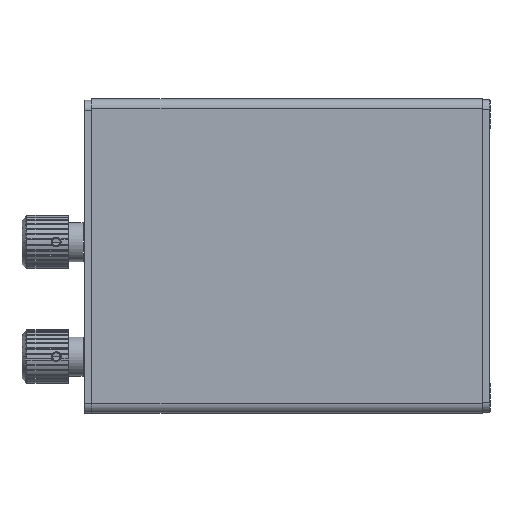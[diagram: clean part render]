
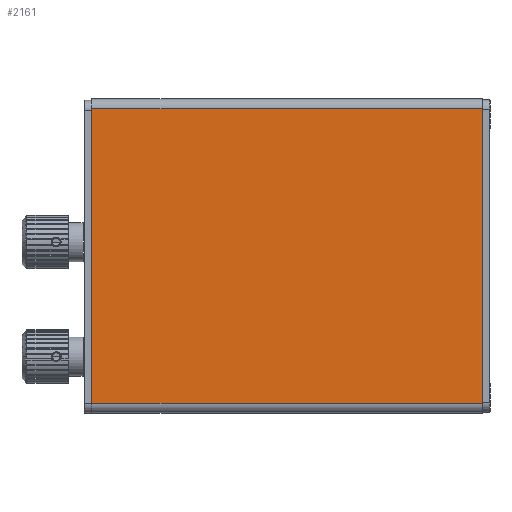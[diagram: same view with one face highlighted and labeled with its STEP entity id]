
A CAD part, left-side view. The second image highlights one B-rep face of the part: STEP entity #2161.
In plain terms, the highlighted planar face has unit normal (-1, 0, 0).
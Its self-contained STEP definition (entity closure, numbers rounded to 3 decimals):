
#2=DIRECTION('',(0.,-1.,0.));
#3=VECTOR('',#2,80.);
#4=CARTESIAN_POINT('',(0.,0.,-62.3));
#5=LINE('',#4,#3);
#6=DIRECTION('',(0.,0.,1.));
#7=VECTOR('',#6,60.3);
#8=CARTESIAN_POINT('',(0.,0.,-62.3));
#9=LINE('',#8,#7);
#10=DIRECTION('',(0.,1.,0.));
#11=VECTOR('',#10,80.);
#12=CARTESIAN_POINT('',(0.,-80.,-2.));
#13=LINE('',#12,#11);
#14=DIRECTION('',(0.,0.,-1.));
#15=VECTOR('',#14,60.3);
#16=CARTESIAN_POINT('',(0.,-80.,-2.));
#17=LINE('',#16,#15);
#2010=CARTESIAN_POINT('',(0.,-80.,-62.3));
#2012=VERTEX_POINT('',#2010);
#2016=CARTESIAN_POINT('',(0.,0.,-62.3));
#2017=VERTEX_POINT('',#2016);
#2026=CARTESIAN_POINT('',(0.,0.,-2.));
#2028=VERTEX_POINT('',#2026);
#2032=CARTESIAN_POINT('',(0.,-80.,-2.));
#2033=VERTEX_POINT('',#2032);
#2146=CARTESIAN_POINT('',(0.,0.,0.));
#2147=DIRECTION('',(1.,0.,0.));
#2148=DIRECTION('',(0.,-1.,0.));
#2149=AXIS2_PLACEMENT_3D('',#2146,#2147,#2148);
#2150=PLANE('',#2149);
#2152=ORIENTED_EDGE('',*,*,#2151,.F.);
#2154=ORIENTED_EDGE('',*,*,#2153,.T.);
#2156=ORIENTED_EDGE('',*,*,#2155,.F.);
#2158=ORIENTED_EDGE('',*,*,#2157,.T.);
#2159=EDGE_LOOP('',(#2152,#2154,#2156,#2158));
#2160=FACE_OUTER_BOUND('',#2159,.F.);
#2161=ADVANCED_FACE('',(#2160),#2150,.F.);
#2151=EDGE_CURVE('',#2017,#2012,#5,.T.);
#2153=EDGE_CURVE('',#2017,#2028,#9,.T.);
#2155=EDGE_CURVE('',#2033,#2028,#13,.T.);
#2157=EDGE_CURVE('',#2033,#2012,#17,.T.);
